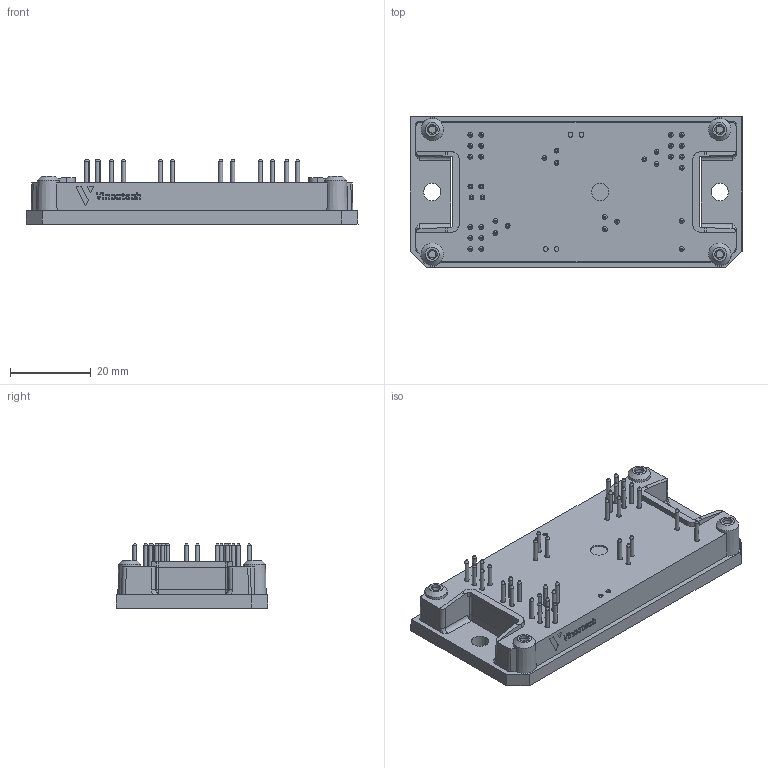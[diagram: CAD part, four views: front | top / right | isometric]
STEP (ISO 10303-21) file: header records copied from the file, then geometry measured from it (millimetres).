
FILE_DESCRIPTION(/* description */ ('Unknown'),/* implementation_level */ '2;1');
FILE_NAME(/* name */ 'Flow1-4T12W-L090(370)-01-OL',/* time_stamp */ '2024-09-24T12:59:25+02:00',/* author */ ('Unknown'),/* organization */ ('Unknown'),/* preprocessor_version */ 'ST-DEVELOPER v18.104',/* originating_system */ 'Solid Edge',/* authorisation */ 'Unknown');
FILE_SCHEMA (('AUTOMOTIVE_DESIGN {1 0 10303 214 3 1 1}'));
Length unit declared in the file: millimetre
Products named in the file (1): Flow1-4T12W-L090-OL
Bounding box: 82 x 37.4 x 16.23 mm (x, y, z)
Volume: 25901.7 mm3; surface area: 11163.5 mm2
Topology: 13 solids, 13 shells, 563 faces, 1377 edges, 924 vertices
Faces by surface type: plane 295, cylinder 131, bspline 80, cone 57
Full cylindrical faces by diameter (mm): 1 x37, 1.2 x41, 2.4 x4, 4.3 x3
Entity records: 18937 total; most frequent: CARTESIAN_POINT 4283, DIRECTION 2283, ORIENTED_EDGE 2280, EDGE_CURVE 1140, VERTEX_POINT 829, AXIS2_PLACEMENT_3D 823, EDGE_LOOP 801, FACE_BOUND 801
